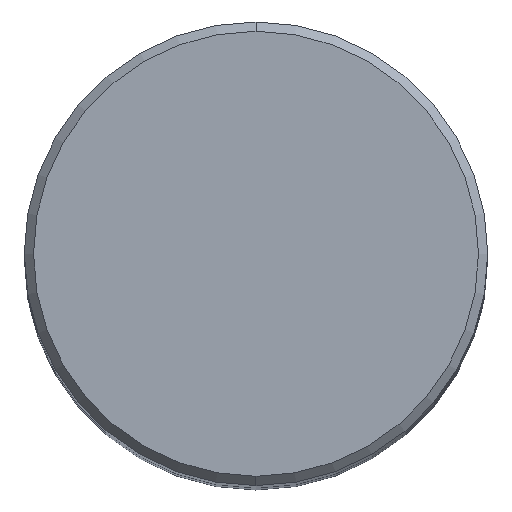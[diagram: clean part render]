
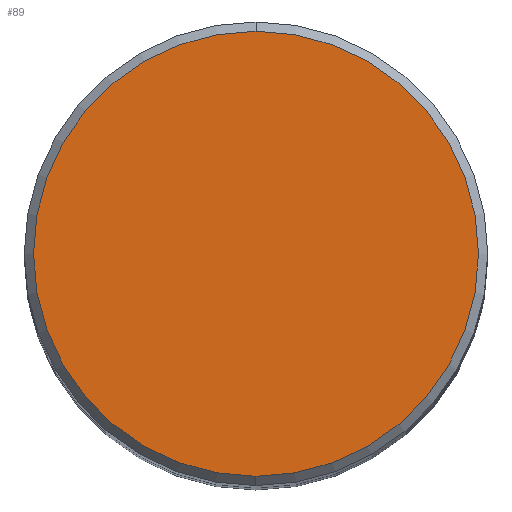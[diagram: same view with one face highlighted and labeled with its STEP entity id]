
A CAD part, top view. The second image highlights one B-rep face of the part: STEP entity #89.
In plain terms, the highlighted planar face has unit normal (0, 0, 1).
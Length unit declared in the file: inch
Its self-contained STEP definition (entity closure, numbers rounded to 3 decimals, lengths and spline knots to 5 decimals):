
#17 = CARTESIAN_POINT ( 'NONE',  ( 0., 0., 0. ) ) ;
#22 = AXIS2_PLACEMENT_3D ( 'NONE', #36, #220, #196 ) ;
#33 = EDGE_CURVE ( 'NONE', #97, #173, #272, .T. ) ;
#34 = AXIS2_PLACEMENT_3D ( 'NONE', #17, #394, #205 ) ;
#36 = CARTESIAN_POINT ( 'NONE',  ( 0., 0.48, 0. ) ) ;
#48 = ORIENTED_EDGE ( 'NONE', *, *, #298, .T. ) ;
#58 = DIRECTION ( 'NONE',  ( 0., -1., 0. ) ) ;
#89 = ADVANCED_FACE ( 'NONE', ( #255 ), #256, .F. ) ;
#91 = DIRECTION ( 'NONE',  ( 0., 0., 1. ) ) ;
#97 = VERTEX_POINT ( 'NONE', #231 ) ;
#114 = ORIENTED_EDGE ( 'NONE', *, *, #33, .T. ) ;
#143 = EDGE_LOOP ( 'NONE', ( #48, #114 ) ) ;
#173 = VERTEX_POINT ( 'NONE', #388 ) ;
#194 = CIRCLE ( 'NONE', #34, 0.48 ) ;
#196 = DIRECTION ( 'NONE',  ( 0., 1., 0. ) ) ;
#205 = DIRECTION ( 'NONE',  ( 0., -1., 0. ) ) ;
#220 = DIRECTION ( 'NONE',  ( 0., 0., -1. ) ) ;
#231 = CARTESIAN_POINT ( 'NONE',  ( 0., -0.48, 0. ) ) ;
#255 = FACE_OUTER_BOUND ( 'NONE', #143, .T. ) ;
#256 = PLANE ( 'NONE',  #22 ) ;
#272 = CIRCLE ( 'NONE', #372, 0.48 ) ;
#298 = EDGE_CURVE ( 'NONE', #173, #97, #194, .T. ) ;
#372 = AXIS2_PLACEMENT_3D ( 'NONE', #375, #91, #58 ) ;
#375 = CARTESIAN_POINT ( 'NONE',  ( 0., 0., 0. ) ) ;
#388 = CARTESIAN_POINT ( 'NONE',  ( 0., 0.48, 0. ) ) ;
#394 = DIRECTION ( 'NONE',  ( 0., 0., 1. ) ) ;
